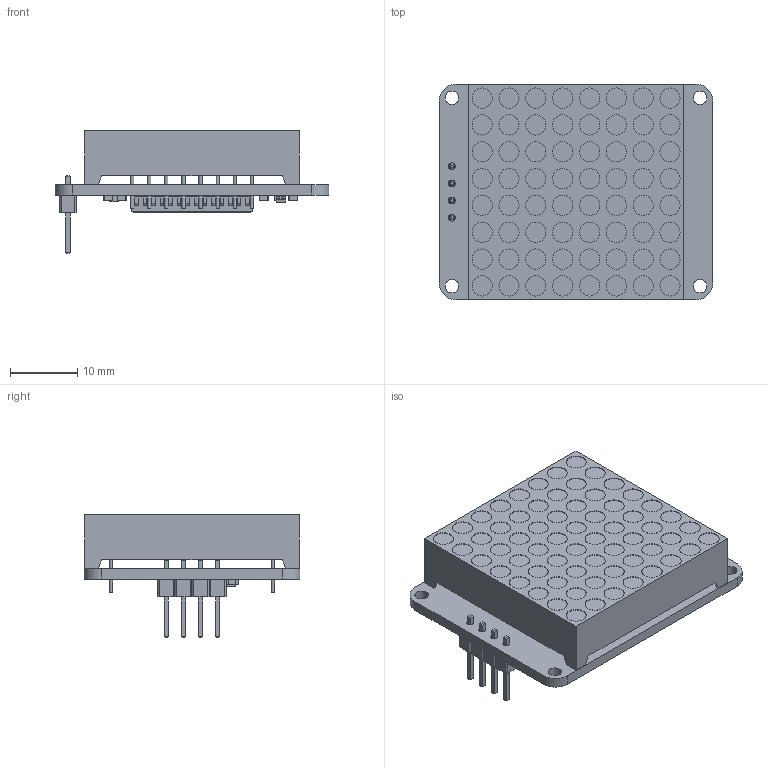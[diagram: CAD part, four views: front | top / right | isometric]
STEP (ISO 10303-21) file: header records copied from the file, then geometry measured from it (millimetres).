
FILE_DESCRIPTION(('FreeCAD Model'),'2;1');
FILE_NAME('Open CASCADE Shape Model','2023-04-06T01:05:40',( 'kicad StepUp'),('ksu MCAD'),'Open CASCADE STEP processor 7.5', 'FreeCAD','Unknown');
FILE_SCHEMA(('AUTOMOTIVE_DESIGN { 1 0 10303 214 1 1 1 1 }'));
Length unit declared in the file: millimetre
Products named in the file (1): PinHeader_1x04_P254mm_Vertical_sp
Bounding box: 40.64 x 32 x 18.22 mm (x, y, z)
Volume: 7715.8 mm3; surface area: 7057.7 mm2
Topology: 21 solids, 21 shells, 1089 faces, 2546 edges, 1536 vertices
Faces by surface type: plane 649, cylinder 360, sphere 80
Full cylindrical faces by diameter (mm): 0.3 x1, 0.5 x27, 0.8 x16, 1.016 x4, 2 x4, 3 x64
Entity records: 37828 total; most frequent: DIRECTION 5366, CARTESIAN_POINT 5092, ORIENTED_EDGE 4932, EDGE_CURVE 2466, AXIS2_PLACEMENT_3D 1810, LINE 1746, VECTOR 1746, VERTEX_POINT 1536
